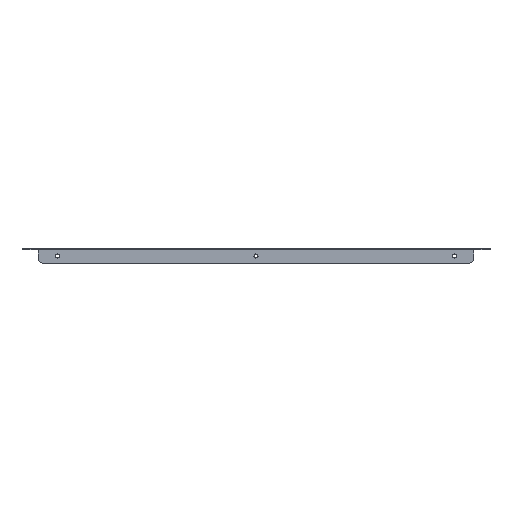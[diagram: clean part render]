
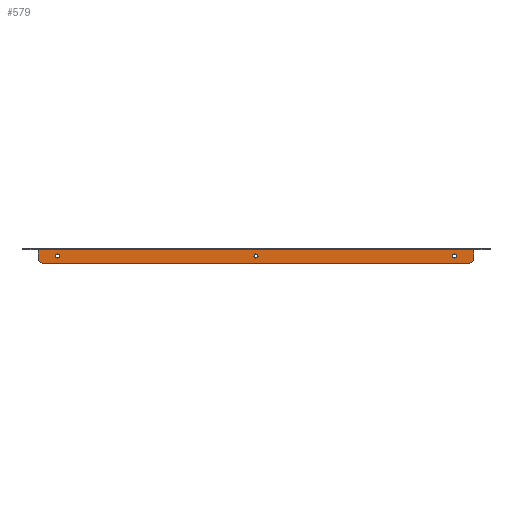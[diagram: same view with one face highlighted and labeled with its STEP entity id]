
A CAD part, front view. The second image highlights one B-rep face of the part: STEP entity #579.
In plain terms, the highlighted planar face has unit normal (0, -1, 0).
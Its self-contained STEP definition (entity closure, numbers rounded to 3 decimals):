
#27 = CARTESIAN_POINT ( 'NONE',  ( 221.25, -24.8, -15. ) ) ;
#31 = CARTESIAN_POINT ( 'NONE',  ( 221.25, -24.8, -10. ) ) ;
#40 = ORIENTED_EDGE ( 'NONE', *, *, #754, .T. ) ;
#49 = CARTESIAN_POINT ( 'NONE',  ( 206.25, -24.8, -7.5 ) ) ;
#69 = DIRECTION ( 'NONE',  ( 0., 0., 1. ) ) ;
#102 = AXIS2_PLACEMENT_3D ( 'NONE', #31, #536, #795 ) ;
#138 = VERTEX_POINT ( 'NONE', #27 ) ;
#152 = ORIENTED_EDGE ( 'NONE', *, *, #1506, .T. ) ;
#163 = DIRECTION ( 'NONE',  ( 0., 1., 0. ) ) ;
#167 = FACE_BOUND ( 'NONE', #967, .T. ) ;
#194 = DIRECTION ( 'NONE',  ( 0., 0., 1. ) ) ;
#235 = DIRECTION ( 'NONE',  ( 0., 1., 0. ) ) ;
#236 = EDGE_CURVE ( 'NONE', #619, #1375, #852, .T. ) ;
#240 = ORIENTED_EDGE ( 'NONE', *, *, #236, .T. ) ;
#251 = EDGE_LOOP ( 'NONE', ( #152 ) ) ;
#255 = EDGE_CURVE ( 'NONE', #273, #834, #773, .T. ) ;
#267 = AXIS2_PLACEMENT_3D ( 'NONE', #49, #163, #682 ) ;
#272 = CARTESIAN_POINT ( 'NONE',  ( 0., -24.8, 0. ) ) ;
#273 = VERTEX_POINT ( 'NONE', #1332 ) ;
#295 = VERTEX_POINT ( 'NONE', #1197 ) ;
#309 = CARTESIAN_POINT ( 'NONE',  ( -221.25, -24.8, -10. ) ) ;
#359 = AXIS2_PLACEMENT_3D ( 'NONE', #752, #235, #1114 ) ;
#388 = LINE ( 'NONE', #1166, #890 ) ;
#458 = DIRECTION ( 'NONE',  ( 1., 0., 0. ) ) ;
#503 = VECTOR ( 'NONE', #1204, 1000. ) ;
#535 = ORIENTED_EDGE ( 'NONE', *, *, #642, .T. ) ;
#536 = DIRECTION ( 'NONE',  ( 0., -1., 0. ) ) ;
#540 = CARTESIAN_POINT ( 'NONE',  ( -226.25, -24.8, -10. ) ) ;
#575 = CARTESIAN_POINT ( 'NONE',  ( 226.25, -24.8, 0. ) ) ;
#577 = DIRECTION ( 'NONE',  ( 0., 1., 0. ) ) ;
#579 = ADVANCED_FACE ( 'NONE', ( #891, #923, #167, #1050 ), #1523, .F. ) ;
#592 = ORIENTED_EDGE ( 'NONE', *, *, #255, .T. ) ;
#619 = VERTEX_POINT ( 'NONE', #540 ) ;
#620 = CARTESIAN_POINT ( 'NONE',  ( 0., -24.8, -5.4 ) ) ;
#642 = EDGE_CURVE ( 'NONE', #138, #273, #1091, .T. ) ;
#682 = DIRECTION ( 'NONE',  ( 0., 0., 1. ) ) ;
#686 = ORIENTED_EDGE ( 'NONE', *, *, #899, .T. ) ;
#750 = LINE ( 'NONE', #842, #868 ) ;
#752 = CARTESIAN_POINT ( 'NONE',  ( 0., -24.8, -7.5 ) ) ;
#754 = EDGE_CURVE ( 'NONE', #1264, #1264, #961, .T. ) ;
#773 = LINE ( 'NONE', #575, #1014 ) ;
#785 = CIRCLE ( 'NONE', #1111, 2.1 ) ;
#795 = DIRECTION ( 'NONE',  ( 0., 0., 1. ) ) ;
#827 = EDGE_CURVE ( 'NONE', #295, #834, #388, .T. ) ;
#834 = VERTEX_POINT ( 'NONE', #1067 ) ;
#842 = CARTESIAN_POINT ( 'NONE',  ( 0., -24.8, -15. ) ) ;
#852 = CIRCLE ( 'NONE', #984, 5. ) ;
#868 = VECTOR ( 'NONE', #1078, 1000. ) ;
#877 = EDGE_LOOP ( 'NONE', ( #686, #240, #1122, #535, #592, #1079 ) ) ;
#885 = CARTESIAN_POINT ( 'NONE',  ( 206.25, -24.8, -5.4 ) ) ;
#890 = VECTOR ( 'NONE', #458, 1000. ) ;
#891 = FACE_BOUND ( 'NONE', #251, .T. ) ;
#899 = EDGE_CURVE ( 'NONE', #295, #619, #1453, .T. ) ;
#923 = FACE_BOUND ( 'NONE', #1310, .T. ) ;
#957 = EDGE_CURVE ( 'NONE', #1047, #1047, #1207, .T. ) ;
#961 = CIRCLE ( 'NONE', #267, 2.1 ) ;
#967 = EDGE_LOOP ( 'NONE', ( #40 ) ) ;
#984 = AXIS2_PLACEMENT_3D ( 'NONE', #309, #1567, #194 ) ;
#1014 = VECTOR ( 'NONE', #1326, 1000. ) ;
#1047 = VERTEX_POINT ( 'NONE', #620 ) ;
#1050 = FACE_OUTER_BOUND ( 'NONE', #877, .T. ) ;
#1067 = CARTESIAN_POINT ( 'NONE',  ( 226.25, -24.8, -0.919 ) ) ;
#1078 = DIRECTION ( 'NONE',  ( 1., 0., 0. ) ) ;
#1079 = ORIENTED_EDGE ( 'NONE', *, *, #827, .F. ) ;
#1091 = CIRCLE ( 'NONE', #102, 5. ) ;
#1111 = AXIS2_PLACEMENT_3D ( 'NONE', #1208, #577, #69 ) ;
#1114 = DIRECTION ( 'NONE',  ( 0., 0., 1. ) ) ;
#1122 = ORIENTED_EDGE ( 'NONE', *, *, #1398, .T. ) ;
#1127 = CARTESIAN_POINT ( 'NONE',  ( -206.25, -24.8, -5.4 ) ) ;
#1166 = CARTESIAN_POINT ( 'NONE',  ( -228.796, -24.8, -0.919 ) ) ;
#1197 = CARTESIAN_POINT ( 'NONE',  ( -226.25, -24.8, -0.919 ) ) ;
#1204 = DIRECTION ( 'NONE',  ( 0., 0., -1. ) ) ;
#1207 = CIRCLE ( 'NONE', #359, 2.1 ) ;
#1208 = CARTESIAN_POINT ( 'NONE',  ( -206.25, -24.8, -7.5 ) ) ;
#1264 = VERTEX_POINT ( 'NONE', #885 ) ;
#1310 = EDGE_LOOP ( 'NONE', ( #1409 ) ) ;
#1326 = DIRECTION ( 'NONE',  ( 0., 0., 1. ) ) ;
#1332 = CARTESIAN_POINT ( 'NONE',  ( 226.25, -24.8, -10. ) ) ;
#1375 = VERTEX_POINT ( 'NONE', #1543 ) ;
#1391 = DIRECTION ( 'NONE',  ( 0., 0., 1. ) ) ;
#1398 = EDGE_CURVE ( 'NONE', #1375, #138, #750, .T. ) ;
#1409 = ORIENTED_EDGE ( 'NONE', *, *, #957, .T. ) ;
#1453 = LINE ( 'NONE', #1572, #503 ) ;
#1506 = EDGE_CURVE ( 'NONE', #1546, #1546, #785, .T. ) ;
#1509 = DIRECTION ( 'NONE',  ( 0., 1., 0. ) ) ;
#1523 = PLANE ( 'NONE',  #1547 ) ;
#1543 = CARTESIAN_POINT ( 'NONE',  ( -221.25, -24.8, -15. ) ) ;
#1546 = VERTEX_POINT ( 'NONE', #1127 ) ;
#1547 = AXIS2_PLACEMENT_3D ( 'NONE', #272, #1509, #1391 ) ;
#1567 = DIRECTION ( 'NONE',  ( 0., -1., 0. ) ) ;
#1572 = CARTESIAN_POINT ( 'NONE',  ( -226.25, -24.8, 0. ) ) ;
